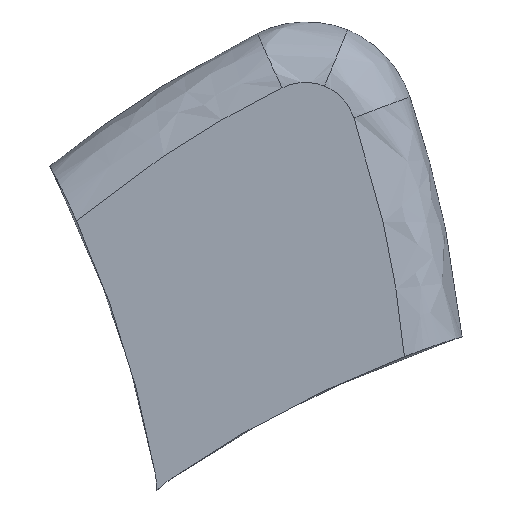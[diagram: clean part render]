
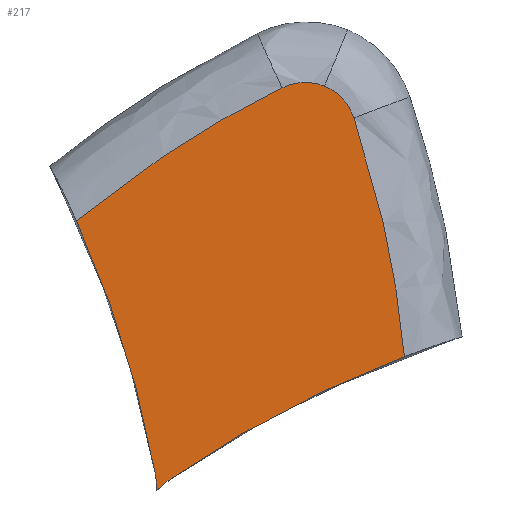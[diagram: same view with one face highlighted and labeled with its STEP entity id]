
A CAD part, top view. The second image highlights one B-rep face of the part: STEP entity #217.
In plain terms, the highlighted planar face has unit normal (0, 0, 1).
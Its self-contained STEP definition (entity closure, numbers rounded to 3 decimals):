
#27=ELLIPSE('',#254,35.444,34.239);
#28=ELLIPSE('',#260,35.274,34.074);
#30=ELLIPSE('',#263,1.875,1.811);
#31=ELLIPSE('',#264,1.875,1.811);
#37=PLANE('',#262);
#49=FACE_OUTER_BOUND('',#65,.T.);
#65=EDGE_LOOP('',(#184,#185,#186,#187,#188,#189,#190,#191));
#86=CIRCLE('',#251,37.074);
#87=CIRCLE('',#253,4.279);
#88=CIRCLE('',#257,37.239);
#89=CIRCLE('',#259,4.279);
#102=VERTEX_POINT('',#366);
#103=VERTEX_POINT('',#377);
#104=VERTEX_POINT('',#381);
#105=VERTEX_POINT('',#465);
#106=VERTEX_POINT('',#476);
#107=VERTEX_POINT('',#487);
#108=VERTEX_POINT('',#573);
#109=VERTEX_POINT('',#577);
#125=EDGE_CURVE('',#103,#102,#86,.T.);
#128=EDGE_CURVE('',#104,#103,#87,.T.);
#130=EDGE_CURVE('',#105,#102,#27,.T.);
#133=EDGE_CURVE('',#106,#107,#88,.T.);
#134=EDGE_CURVE('',#107,#104,#89,.T.);
#135=EDGE_CURVE('',#106,#108,#28,.T.);
#137=EDGE_CURVE('',#109,#105,#30,.T.);
#138=EDGE_CURVE('',#108,#109,#31,.T.);
#184=ORIENTED_EDGE('',*,*,#125,.T.);
#185=ORIENTED_EDGE('',*,*,#130,.F.);
#186=ORIENTED_EDGE('',*,*,#137,.F.);
#187=ORIENTED_EDGE('',*,*,#138,.F.);
#188=ORIENTED_EDGE('',*,*,#135,.F.);
#189=ORIENTED_EDGE('',*,*,#133,.T.);
#190=ORIENTED_EDGE('',*,*,#134,.T.);
#191=ORIENTED_EDGE('',*,*,#128,.T.);
#217=ADVANCED_FACE('',(#49),#37,.T.);
#251=AXIS2_PLACEMENT_3D('',#378,#303,#304);
#253=AXIS2_PLACEMENT_3D('',#383,#309,#310);
#254=AXIS2_PLACEMENT_3D('',#473,#311,#312);
#257=AXIS2_PLACEMENT_3D('',#489,#318,#319);
#259=AXIS2_PLACEMENT_3D('',#491,#322,#323);
#260=AXIS2_PLACEMENT_3D('',#574,#324,#325);
#262=AXIS2_PLACEMENT_3D('',#576,#328,#329);
#263=AXIS2_PLACEMENT_3D('',#578,#330,#331);
#264=AXIS2_PLACEMENT_3D('',#579,#332,#333);
#303=DIRECTION('center_axis',(0.,0.,-1.));
#304=DIRECTION('ref_axis',(-0.046,0.999,0.));
#309=DIRECTION('center_axis',(0.,0.,-1.));
#310=DIRECTION('ref_axis',(-0.568,0.823,0.));
#311=DIRECTION('center_axis',(0.,0.,-1.));
#312=DIRECTION('ref_axis',(-0.383,-0.924,0.));
#318=DIRECTION('center_axis',(0.,0.,-1.));
#319=DIRECTION('ref_axis',(0.984,0.18,0.));
#322=DIRECTION('center_axis',(0.,0.,-1.));
#323=DIRECTION('ref_axis',(0.,-1.,0.));
#324=DIRECTION('center_axis',(0.,0.,-1.));
#325=DIRECTION('ref_axis',(0.383,0.924,0.));
#328=DIRECTION('center_axis',(0.,0.,1.));
#329=DIRECTION('ref_axis',(0.924,-0.383,0.));
#330=DIRECTION('center_axis',(0.,0.,-1.));
#331=DIRECTION('ref_axis',(-0.383,-0.924,0.));
#332=DIRECTION('center_axis',(0.,0.,-1.));
#333=DIRECTION('ref_axis',(0.383,0.924,0.));
#366=CARTESIAN_POINT('',(21.064,35.091,0.));
#377=CARTESIAN_POINT('',(13.115,30.925,0.));
#378=CARTESIAN_POINT('Origin',(34.173,0.412,0.));
#381=CARTESIAN_POINT('',(12.659,30.562,0.));
#383=CARTESIAN_POINT('Origin',(15.545,27.403,0.));
#465=CARTESIAN_POINT('',(19.348,43.202,0.));
#473=CARTESIAN_POINT('Origin',(-13.203,30.932,0.));
#476=CARTESIAN_POINT('',(9.926,39.703,0.));
#487=CARTESIAN_POINT('',(12.594,31.14,0.));
#489=CARTESIAN_POINT('Origin',(-24.035,24.425,0.));
#491=CARTESIAN_POINT('Origin',(8.385,30.369,0.));
#573=CARTESIAN_POINT('',(16.901,44.218,0.));
#574=CARTESIAN_POINT('Origin',(31.07,12.627,0.));
#576=CARTESIAN_POINT('Origin',(14.597,35.239,0.));
#577=CARTESIAN_POINT('',(18.351,44.28,0.));
#578=CARTESIAN_POINT('Origin',(17.628,42.55,0.));
#579=CARTESIAN_POINT('Origin',(17.654,42.539,0.));
